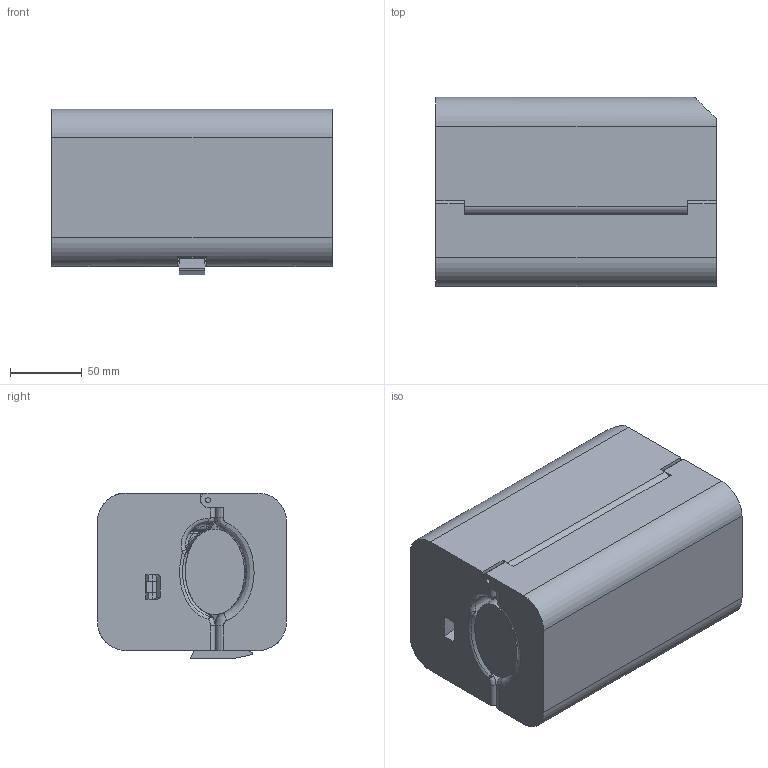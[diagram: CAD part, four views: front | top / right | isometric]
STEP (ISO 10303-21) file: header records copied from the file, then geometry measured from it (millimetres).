
FILE_DESCRIPTION(/* description */ (''),/* implementation_level */ '2;1');
FILE_NAME(/* name */ 'Modus Bracer v165.step',/* time_stamp */ '2020-06-24T19:54:14-04:00',/* author */ (''),/* organization */ (''),/* preprocessor_version */ 'ST-DEVELOPER v18.1',/* originating_system */ 'Autodesk Translation Framework v9.3.0.1241',/* authorisation */ '');
FILE_SCHEMA (('AUTOMOTIVE_DESIGN { 1 0 10303 214 3 1 1 }'));
Length unit declared in the file: millimetre
Products named in the file (16): Modus Bracer; Glove 3.0 v28; Model A_Battery v1; GMA Audio_ESP32 Thing Plus v1; LSM6DSOX; Glove 3.0 v30; Model A_Battery v1 (1); ARM; Encoder_Button v1; Electrical Housing; Arm Mounting; Top Case; Top; Button; Clip; Bottom Base
Assembly tree (15 placements, depth 4):
  Modus Bracer
    Glove 3.0 v28
      Model A_Battery v1
    GMA Audio_ESP32 Thing Plus v1
    LSM6DSOX
    Glove 3.0 v30
      Model A_Battery v1 (1)
    ARM
    Encoder_Button v1
    Electrical Housing
    Arm Mounting
      Top Case
        Top
        Button
        Clip
      Bottom Base
Bounding box: 196 x 132 x 115.84 mm (x, y, z)
Volume: 2560642 mm3; surface area: 302023.9 mm2
Topology: 11 solids, 11 shells, 554 faces, 1483 edges, 969 vertices
Faces by surface type: plane 369, cylinder 111, bspline 54, cone 11, torus 8, sphere 1
Full cylindrical faces by diameter (mm): 2.4 x4, 2.529 x10, 3 x2, 3.59 x4, 6.1 x2, 7 x2, 8.1 x1, 9 x1
Entity records: 20355 total; most frequent: CARTESIAN_POINT 6286, ORIENTED_EDGE 2946, DIRECTION 2638, EDGE_CURVE 1473, LINE 1040, VECTOR 1040, VERTEX_POINT 969, AXIS2_PLACEMENT_3D 799
